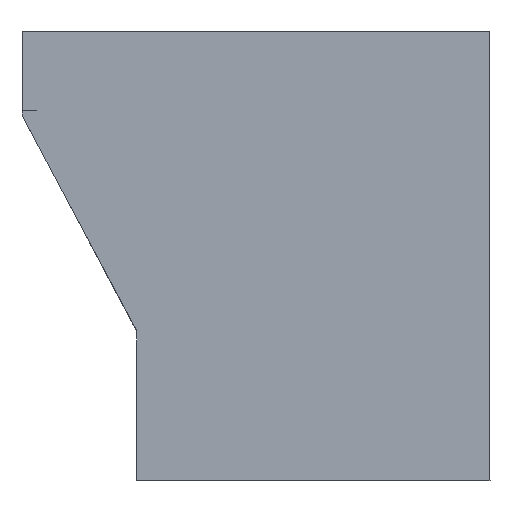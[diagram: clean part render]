
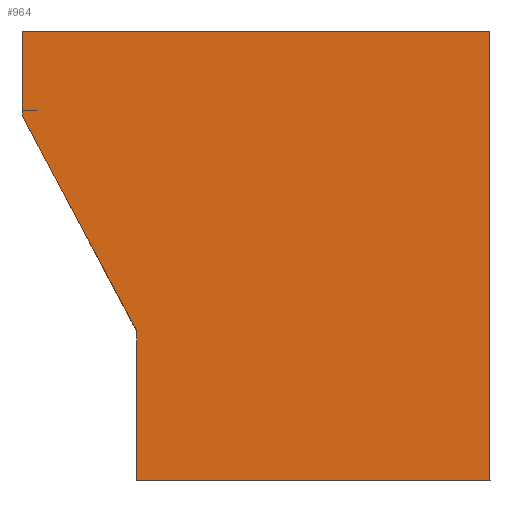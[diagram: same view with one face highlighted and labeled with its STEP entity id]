
A CAD part, front view. The second image highlights one B-rep face of the part: STEP entity #964.
In plain terms, the highlighted planar face has unit normal (0, -1, 0).
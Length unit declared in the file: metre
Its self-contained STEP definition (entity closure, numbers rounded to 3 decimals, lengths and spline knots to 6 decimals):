
#107=ORIENTED_EDGE('',*,*,#364,.T.);
#108=ORIENTED_EDGE('',*,*,#349,.T.);
#109=ORIENTED_EDGE('',*,*,#338,.T.);
#110=ORIENTED_EDGE('',*,*,#300,.F.);
#111=ORIENTED_EDGE('',*,*,#328,.F.);
#112=ORIENTED_EDGE('',*,*,#365,.F.);
#113=ORIENTED_EDGE('',*,*,#366,.F.);
#300=EDGE_CURVE('',#435,#436,#525,.T.);
#328=EDGE_CURVE('',#463,#435,#553,.T.);
#338=EDGE_CURVE('',#472,#436,#561,.T.);
#349=EDGE_CURVE('',#481,#472,#568,.T.);
#364=EDGE_CURVE('',#492,#481,#581,.T.);
#365=EDGE_CURVE('',#487,#463,#582,.T.);
#366=EDGE_CURVE('',#492,#487,#583,.T.);
#435=VERTEX_POINT('',#1351);
#436=VERTEX_POINT('',#1352);
#463=VERTEX_POINT('',#1408);
#472=VERTEX_POINT('',#1428);
#481=VERTEX_POINT('',#1451);
#487=VERTEX_POINT('',#1466);
#492=VERTEX_POINT('',#1482);
#525=LINE('',#1350,#648);
#553=LINE('',#1407,#676);
#561=LINE('',#1427,#684);
#568=LINE('',#1450,#691);
#581=LINE('',#1481,#704);
#582=LINE('',#1483,#705);
#583=LINE('',#1484,#706);
#648=VECTOR('',#1093,1.);
#676=VECTOR('',#1123,1.);
#684=VECTOR('',#1137,1.);
#691=VECTOR('',#1158,1.);
#704=VECTOR('',#1185,1.);
#705=VECTOR('',#1186,1.);
#706=VECTOR('',#1187,1.);
#791=EDGE_LOOP('',(#107,#108,#109,#110,#111,#112,#113));
#858=FACE_BOUND('',#791,.T.);
#913=PLANE('',#1040);
#964=ADVANCED_FACE('',(#858),#913,.F.);
#1040=AXIS2_PLACEMENT_3D('',#1480,#1183,#1184);
#1093=DIRECTION('',(0.,0.,-1.));
#1123=DIRECTION('',(1.,0.,0.));
#1137=DIRECTION('',(1.,0.,0.));
#1158=DIRECTION('',(0.,0.,-1.));
#1183=DIRECTION('',(0.,1.,0.));
#1184=DIRECTION('',(0.,0.,1.));
#1185=DIRECTION('',(0.469,0.,-0.883));
#1186=DIRECTION('',(0.,0.,1.));
#1187=DIRECTION('',(0.,0.,1.));
#1350=CARTESIAN_POINT('',(-0.184923,0.004748,0.003002));
#1351=CARTESIAN_POINT('',(-0.184923,0.004748,0.003));
#1352=CARTESIAN_POINT('',(-0.184923,0.004748,-0.048));
#1407=CARTESIAN_POINT('',(-0.204961,0.004748,0.003));
#1408=CARTESIAN_POINT('',(-0.238,0.004748,0.003));
#1427=CARTESIAN_POINT('',(-0.204961,0.004748,-0.048));
#1428=CARTESIAN_POINT('',(-0.225,0.004748,-0.048));
#1450=CARTESIAN_POINT('',(-0.225,0.004748,0.003002));
#1451=CARTESIAN_POINT('',(-0.225,0.004748,-0.031));
#1466=CARTESIAN_POINT('',(-0.238,0.004748,-0.006));
#1480=CARTESIAN_POINT('',(-0.204961,0.004748,0.003002));
#1481=CARTESIAN_POINT('',(-0.225,0.004748,-0.031));
#1482=CARTESIAN_POINT('',(-0.238,0.004748,-0.006551));
#1483=CARTESIAN_POINT('',(-0.238,0.004748,-0.006));
#1484=CARTESIAN_POINT('',(-0.238,0.004748,-0.031));
